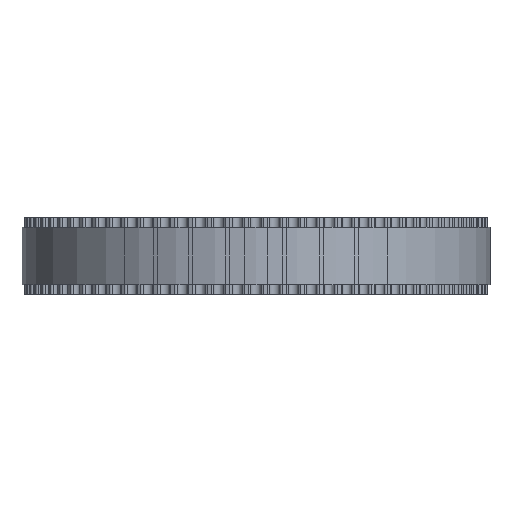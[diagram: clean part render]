
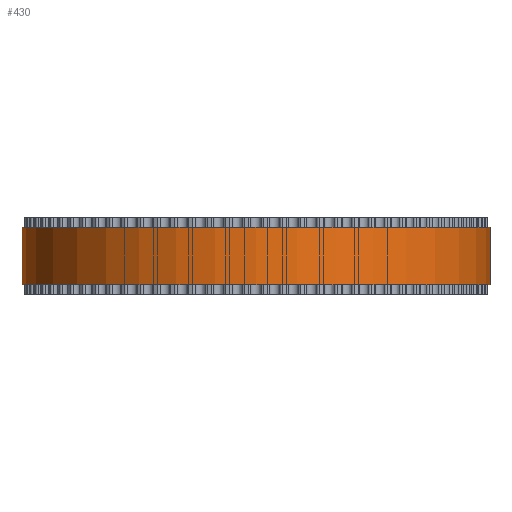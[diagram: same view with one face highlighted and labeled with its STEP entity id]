
A CAD part, front view. The second image highlights one B-rep face of the part: STEP entity #430.
In plain terms, the highlighted cylindrical face has radius 24.51 mm (diameter 49.02 mm), a full revolution.
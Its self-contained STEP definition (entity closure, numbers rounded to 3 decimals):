
#97=FACE_BOUND('',#1360,.T.);
#98=FACE_BOUND('',#1361,.T.);
#430=ADVANCED_FACE('',(#97,#98),#739,.T.);
#739=CYLINDRICAL_SURFACE('',#6919,24.51);
#1360=EDGE_LOOP('',(#3826));
#1361=EDGE_LOOP('',(#3827));
#3826=ORIENTED_EDGE('',*,*,#5370,.T.);
#3827=ORIENTED_EDGE('',*,*,#5371,.T.);
#4444=VERTEX_POINT('',#10940);
#4445=VERTEX_POINT('',#10942);
#5370=EDGE_CURVE('',#4444,#4444,#5988,.T.);
#5371=EDGE_CURVE('',#4445,#4445,#5989,.T.);
#5988=CIRCLE('',#6917,24.51);
#5989=CIRCLE('',#6918,24.51);
#6917=AXIS2_PLACEMENT_3D('',#10939,#9082,#9083);
#6918=AXIS2_PLACEMENT_3D('',#10941,#9084,#9085);
#6919=AXIS2_PLACEMENT_3D('',#10943,#9086,#9087);
#9082=DIRECTION('',(0.,0.,1.));
#9083=DIRECTION('',(1.,0.,0.));
#9084=DIRECTION('',(0.,0.,-1.));
#9085=DIRECTION('',(1.,0.,0.));
#9086=DIRECTION('',(0.,0.,1.));
#9087=DIRECTION('',(1.,0.,0.));
#10939=CARTESIAN_POINT('',(0.,0.,1.));
#10940=CARTESIAN_POINT('',(24.51,0.,1.));
#10941=CARTESIAN_POINT('',(0.,0.,7.));
#10942=CARTESIAN_POINT('',(24.51,0.,7.));
#10943=CARTESIAN_POINT('',(0.,0.,1.));
